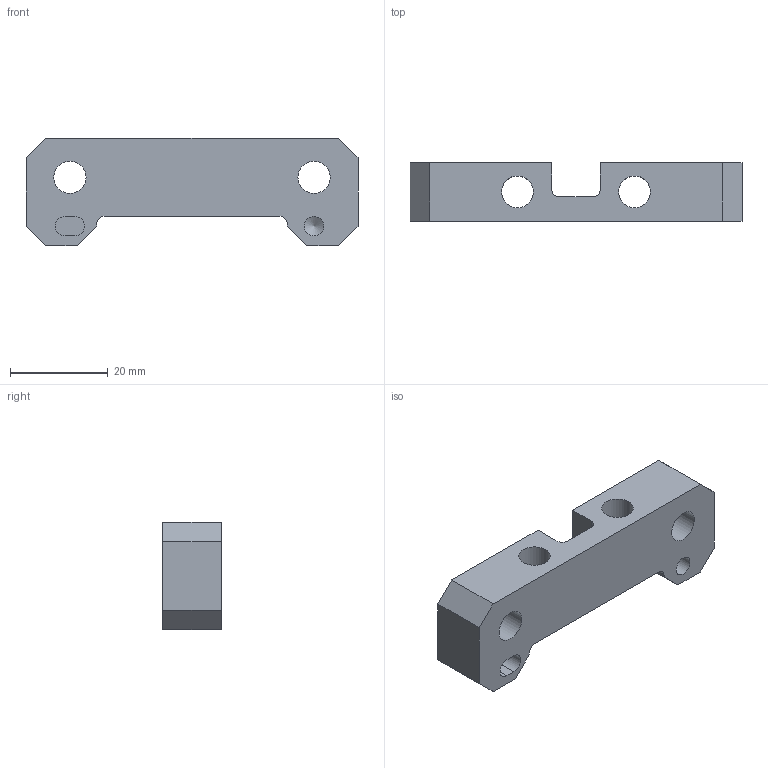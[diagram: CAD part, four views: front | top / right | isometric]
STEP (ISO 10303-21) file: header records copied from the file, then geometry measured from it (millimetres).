
FILE_DESCRIPTION(/* description */ (''),/* implementation_level */ '2;1');
FILE_NAME(/* name */ 'FAB-OX0024-PiezoPusher-Counter-Base-Cutout.stp',/* time_stamp */ '2020-02-10T11:59:33+00:00',/* author */ ('whgu0532'),/* organization */ (''),/* preprocessor_version */ 'ST-DEVELOPER v18',/* originating_system */ 'Autodesk Inventor 2020',/* authorisation */ '');
FILE_SCHEMA (('AUTOMOTIVE_DESIGN { 1 0 10303 214 3 1 1 }'));
Length unit declared in the file: millimetre
Products named in the file (1): FAB-OX0024-PiezoPusher-Counter-Base-Cutout
Bounding box: 68 x 12 x 22 mm (x, y, z)
Volume: 9817.9 mm3; surface area: 6076.6 mm2
Topology: 1 solids, 1 shells, 45 faces, 121 edges, 83 vertices
Faces by surface type: plane 27, cylinder 15, cone 3
Full cylindrical faces by diameter (mm): 4 x1, 6.5 x2, 6.6 x2, 9 x2, 11 x2
Entity records: 1525 total; most frequent: DIRECTION 254, CARTESIAN_POINT 249, ORIENTED_EDGE 240, EDGE_CURVE 120, AXIS2_PLACEMENT_3D 88, VERTEX_POINT 83, LINE 78, VECTOR 78
